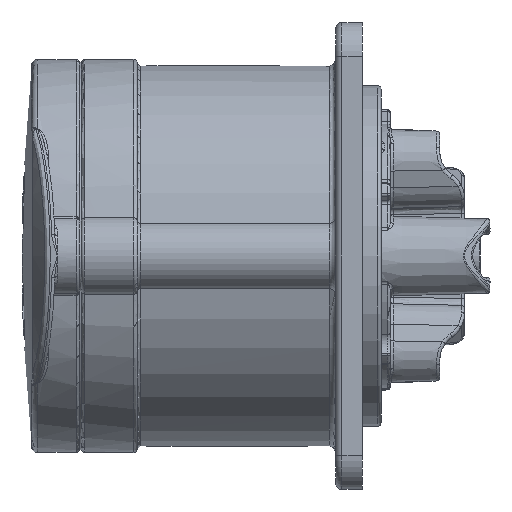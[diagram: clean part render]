
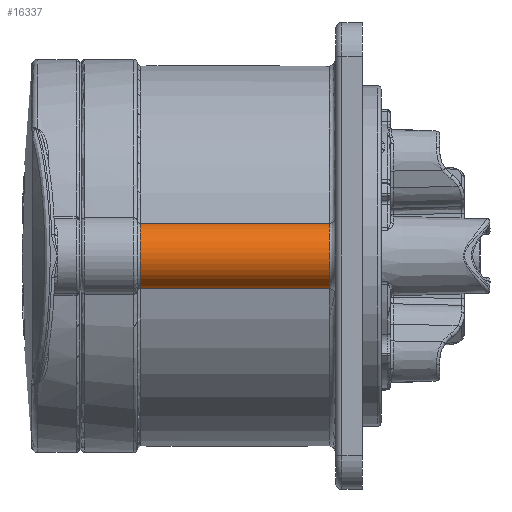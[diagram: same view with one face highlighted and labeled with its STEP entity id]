
A CAD part, front view. The second image highlights one B-rep face of the part: STEP entity #16337.
In plain terms, the highlighted cylindrical face has radius 5.3 mm (diameter 10.6 mm), a partial arc.
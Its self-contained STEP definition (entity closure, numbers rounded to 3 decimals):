
#814 = EDGE_LOOP ( 'NONE', ( #38295, #28830, #34015, #19806 ) ) ;
#5921 = DIRECTION ( 'NONE',  ( 1., 0., 0. ) ) ;
#6837 = CARTESIAN_POINT ( 'NONE',  ( 39.9, -30.144, -5.261 ) ) ;
#7199 = CARTESIAN_POINT ( 'NONE',  ( 9.5, -30.144, -5.261 ) ) ;
#8446 = AXIS2_PLACEMENT_3D ( 'NONE', #47909, #19284, #52690 ) ;
#10815 = FACE_OUTER_BOUND ( 'NONE', #814, .T. ) ;
#12757 = CARTESIAN_POINT ( 'NONE',  ( 39.9, -29.5, 0. ) ) ;
#14315 = DIRECTION ( 'NONE',  ( 1., 0., 0. ) ) ;
#14798 = CARTESIAN_POINT ( 'NONE',  ( -75.854, -30.144, 5.261 ) ) ;
#15890 = VERTEX_POINT ( 'NONE', #6837 ) ;
#16337 = ADVANCED_FACE ( 'NONE', ( #10815 ), #20660, .T. ) ;
#17608 = DIRECTION ( 'NONE',  ( 0., 0., -1. ) ) ;
#19177 = CARTESIAN_POINT ( 'NONE',  ( -75.854, -30.144, -5.261 ) ) ;
#19284 = DIRECTION ( 'NONE',  ( 1., 0., 0. ) ) ;
#19546 = VERTEX_POINT ( 'NONE', #37195 ) ;
#19806 = ORIENTED_EDGE ( 'NONE', *, *, #29915, .T. ) ;
#20504 = AXIS2_PLACEMENT_3D ( 'NONE', #12757, #46263, #17608 ) ;
#20660 = CYLINDRICAL_SURFACE ( 'NONE', #61957, 5.3 ) ;
#21163 = CIRCLE ( 'NONE', #20504, 5.3 ) ;
#24261 = VERTEX_POINT ( 'NONE', #57464 ) ;
#25910 = EDGE_CURVE ( 'NONE', #19546, #24261, #37670, .T. ) ;
#28830 = ORIENTED_EDGE ( 'NONE', *, *, #40173, .T. ) ;
#29678 = CARTESIAN_POINT ( 'NONE',  ( -75.854, -29.5, 0. ) ) ;
#29915 = EDGE_CURVE ( 'NONE', #19546, #44096, #57606, .T. ) ;
#34015 = ORIENTED_EDGE ( 'NONE', *, *, #25910, .F. ) ;
#34731 = DIRECTION ( 'NONE',  ( 0., 0., -1. ) ) ;
#36181 = VECTOR ( 'NONE', #43480, 1000. ) ;
#37195 = CARTESIAN_POINT ( 'NONE',  ( 9.5, -30.144, 5.261 ) ) ;
#37670 = LINE ( 'NONE', #14798, #36181 ) ;
#38295 = ORIENTED_EDGE ( 'NONE', *, *, #57236, .T. ) ;
#40173 = EDGE_CURVE ( 'NONE', #15890, #24261, #21163, .T. ) ;
#43480 = DIRECTION ( 'NONE',  ( 1., 0., 0. ) ) ;
#44096 = VERTEX_POINT ( 'NONE', #7199 ) ;
#46263 = DIRECTION ( 'NONE',  ( -1., 0., 0. ) ) ;
#47909 = CARTESIAN_POINT ( 'NONE',  ( 9.5, -29.5, 0. ) ) ;
#51378 = VECTOR ( 'NONE', #14315, 1000. ) ;
#52690 = DIRECTION ( 'NONE',  ( 0., 0., -1. ) ) ;
#52825 = LINE ( 'NONE', #19177, #51378 ) ;
#57236 = EDGE_CURVE ( 'NONE', #44096, #15890, #52825, .T. ) ;
#57464 = CARTESIAN_POINT ( 'NONE',  ( 39.9, -30.144, 5.261 ) ) ;
#57606 = CIRCLE ( 'NONE', #8446, 5.3 ) ;
#61957 = AXIS2_PLACEMENT_3D ( 'NONE', #29678, #5921, #34731 ) ;
